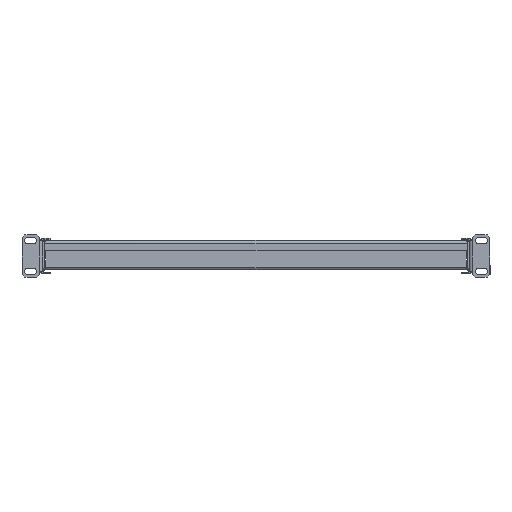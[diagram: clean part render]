
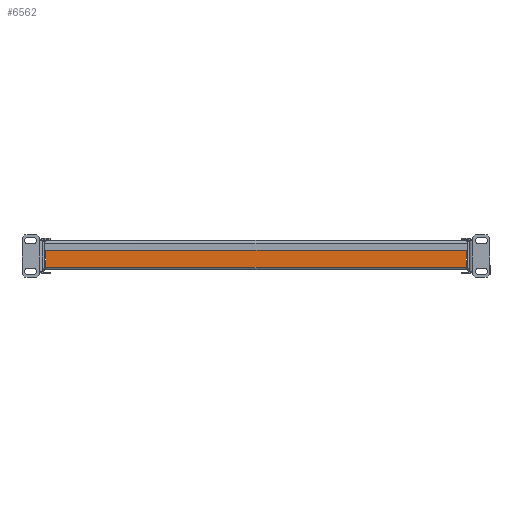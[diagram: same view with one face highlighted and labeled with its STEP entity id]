
A CAD part, left-side view. The second image highlights one B-rep face of the part: STEP entity #6562.
In plain terms, the highlighted planar face has unit normal (-1, 0, 0).
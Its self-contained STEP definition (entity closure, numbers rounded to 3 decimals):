
#257 = EDGE_CURVE ( 'NONE', #2971, #9988, #12577, .T. ) ;
#962 = ORIENTED_EDGE ( 'NONE', *, *, #6641, .T. ) ;
#1235 = ORIENTED_EDGE ( 'NONE', *, *, #9786, .T. ) ;
#1275 = DIRECTION ( 'NONE',  ( 0., -1., 0. ) ) ;
#1342 = ORIENTED_EDGE ( 'NONE', *, *, #2601, .T. ) ;
#2601 = EDGE_CURVE ( 'NONE', #2971, #15982, #12891, .T. ) ;
#2971 = VERTEX_POINT ( 'NONE', #16337 ) ;
#3430 = CARTESIAN_POINT ( 'NONE',  ( 0., 0., 0. ) ) ;
#4362 = AXIS2_PLACEMENT_3D ( 'NONE', #16242, #4587, #15992 ) ;
#4528 = LINE ( 'NONE', #3430, #10339 ) ;
#4587 = DIRECTION ( 'NONE',  ( 1., 0., 0. ) ) ;
#4844 = CARTESIAN_POINT ( 'NONE',  ( 0., 0., -28. ) ) ;
#6050 = DIRECTION ( 'NONE',  ( 0., 0., 1. ) ) ;
#6562 = ADVANCED_FACE ( 'NONE', ( #14905 ), #9585, .F. ) ;
#6641 = EDGE_CURVE ( 'NONE', #15982, #10183, #7707, .T. ) ;
#7406 = CARTESIAN_POINT ( 'NONE',  ( 0., 434., 0. ) ) ;
#7707 = LINE ( 'NONE', #8728, #8949 ) ;
#7735 = DIRECTION ( 'NONE',  ( 0., 0., -1. ) ) ;
#8632 = VECTOR ( 'NONE', #7735, 1000. ) ;
#8728 = CARTESIAN_POINT ( 'NONE',  ( 0., 0., -28. ) ) ;
#8949 = VECTOR ( 'NONE', #1275, 1000. ) ;
#9585 = PLANE ( 'NONE',  #4362 ) ;
#9786 = EDGE_CURVE ( 'NONE', #10183, #9988, #4528, .T. ) ;
#9988 = VERTEX_POINT ( 'NONE', #15758 ) ;
#10183 = VERTEX_POINT ( 'NONE', #4844 ) ;
#10339 = VECTOR ( 'NONE', #6050, 1000. ) ;
#11483 = VECTOR ( 'NONE', #13921, 1000. ) ;
#12577 = LINE ( 'NONE', #16440, #11483 ) ;
#12891 = LINE ( 'NONE', #7406, #8632 ) ;
#13921 = DIRECTION ( 'NONE',  ( 0., -1., 0. ) ) ;
#14198 = CARTESIAN_POINT ( 'NONE',  ( 0., 434., -28. ) ) ;
#14740 = EDGE_LOOP ( 'NONE', ( #14906, #1342, #962, #1235 ) ) ;
#14905 = FACE_OUTER_BOUND ( 'NONE', #14740, .T. ) ;
#14906 = ORIENTED_EDGE ( 'NONE', *, *, #257, .F. ) ;
#15758 = CARTESIAN_POINT ( 'NONE',  ( 0., 0., -2.4 ) ) ;
#15982 = VERTEX_POINT ( 'NONE', #14198 ) ;
#15992 = DIRECTION ( 'NONE',  ( 0., 0., -1. ) ) ;
#16242 = CARTESIAN_POINT ( 'NONE',  ( 0., 0., 0. ) ) ;
#16337 = CARTESIAN_POINT ( 'NONE',  ( 0., 434., -2.4 ) ) ;
#16440 = CARTESIAN_POINT ( 'NONE',  ( 0., 0., -2.4 ) ) ;
